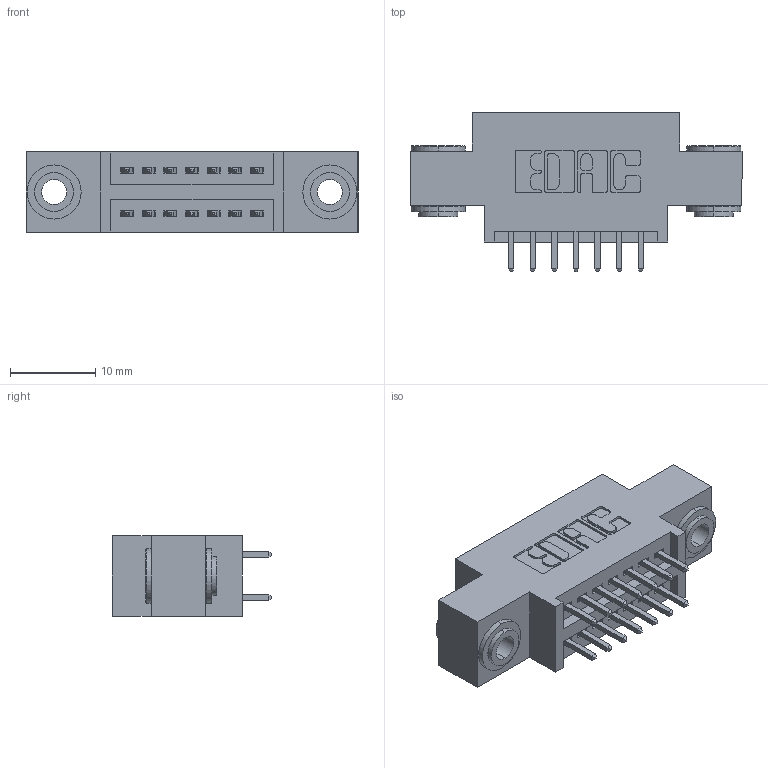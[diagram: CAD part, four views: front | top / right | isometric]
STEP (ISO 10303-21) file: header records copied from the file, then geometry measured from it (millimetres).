
FILE_DESCRIPTION (( 'STEP AP203' ), '1' );
FILE_NAME ('345-014-521-803.STEP', '2018-08-18T08:41:56', ( '' ), ( '' ), 'SwSTEP 2.0', 'SolidWorks 2016', '' );
FILE_SCHEMA (( 'CONFIG_CONTROL_DESIGN' ));
Length unit declared in the file: inch
Products named in the file (4): 345 Part_0.170 Offset - 0.156 Dia-TH; 345-292-001_345-293-121; 345-250-002_345-250-002-102; 345-014-521-803
Assembly tree (17 placements, depth 2):
  345-014-521-803
    345 Part_0.170 Offset - 0.156 Dia-TH
    345-292-001_345-293-121  x14
    345-250-002_345-250-002-102  x2
Bounding box: 38.99 x 18.72 x 9.4 mm (x, y, z)
Volume: 3362.8 mm3; surface area: 4604.1 mm2
Topology: 17 solids, 17 shells, 868 faces, 2515 edges, 1654 vertices
Faces by surface type: plane 556, cylinder 304, cone 8
Entity records: 11004 total; most frequent: CARTESIAN_POINT 1855, ORIENTED_EDGE 1782, DIRECTION 1709, EDGE_CURVE 891, VECTOR 707, LINE 707, VERTEX_POINT 590, AXIS2_PLACEMENT_3D 501
